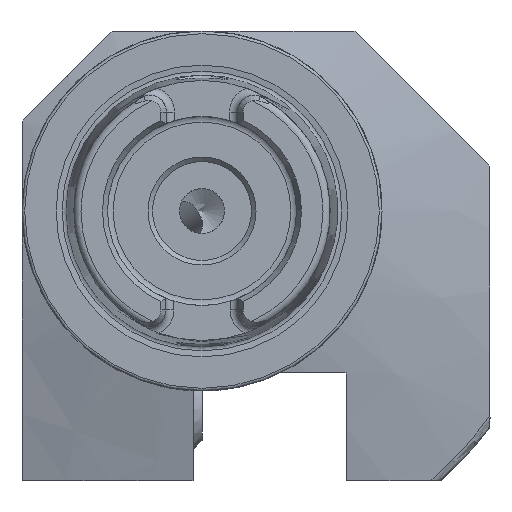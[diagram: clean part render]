
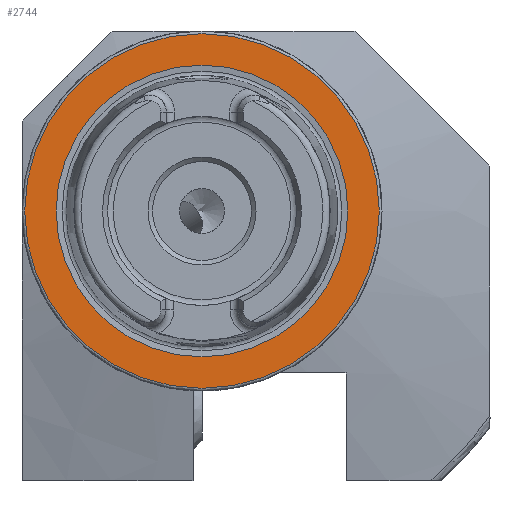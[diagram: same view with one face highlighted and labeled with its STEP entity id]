
A CAD part, left-side view. The second image highlights one B-rep face of the part: STEP entity #2744.
In plain terms, the highlighted planar face has unit normal (-1, 0, 0).
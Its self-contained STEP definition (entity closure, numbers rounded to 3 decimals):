
#223 = EDGE_LOOP ( 'NONE', ( #1326 ) ) ;
#545 = CIRCLE ( 'NONE', #5552, 16.207 ) ;
#625 = DIRECTION ( 'NONE',  ( 1., 0., 0. ) ) ;
#828 = AXIS2_PLACEMENT_3D ( 'NONE', #4797, #2993, #3609 ) ;
#910 = EDGE_CURVE ( 'NONE', #2612, #2612, #1374, .T. ) ;
#970 = FACE_BOUND ( 'NONE', #223, .T. ) ;
#1236 = PLANE ( 'NONE',  #5535 ) ;
#1301 = DIRECTION ( 'NONE',  ( 0., 0., 1. ) ) ;
#1326 = ORIENTED_EDGE ( 'NONE', *, *, #7142, .F. ) ;
#1374 = CIRCLE ( 'NONE', #828, 19.7 ) ;
#1967 = CARTESIAN_POINT ( 'NONE',  ( 0., 0., 0. ) ) ;
#2612 = VERTEX_POINT ( 'NONE', #3286 ) ;
#2744 = ADVANCED_FACE ( 'NONE', ( #970, #3839 ), #1236, .F. ) ;
#2993 = DIRECTION ( 'NONE',  ( -1., 0., 0. ) ) ;
#3070 = DIRECTION ( 'NONE',  ( 0., 0., -1. ) ) ;
#3286 = CARTESIAN_POINT ( 'NONE',  ( 0., 0., 19.7 ) ) ;
#3609 = DIRECTION ( 'NONE',  ( 0., 0., 1. ) ) ;
#3839 = FACE_OUTER_BOUND ( 'NONE', #3881, .T. ) ;
#3881 = EDGE_LOOP ( 'NONE', ( #6614 ) ) ;
#4797 = CARTESIAN_POINT ( 'NONE',  ( 0., 0., 0. ) ) ;
#5002 = VERTEX_POINT ( 'NONE', #7655 ) ;
#5535 = AXIS2_PLACEMENT_3D ( 'NONE', #7800, #625, #3070 ) ;
#5552 = AXIS2_PLACEMENT_3D ( 'NONE', #1967, #6805, #1301 ) ;
#6614 = ORIENTED_EDGE ( 'NONE', *, *, #910, .T. ) ;
#6805 = DIRECTION ( 'NONE',  ( -1., 0., 0. ) ) ;
#7142 = EDGE_CURVE ( 'NONE', #5002, #5002, #545, .T. ) ;
#7655 = CARTESIAN_POINT ( 'NONE',  ( 0., 0., 16.207 ) ) ;
#7800 = CARTESIAN_POINT ( 'NONE',  ( 0., 19.7, 0. ) ) ;
